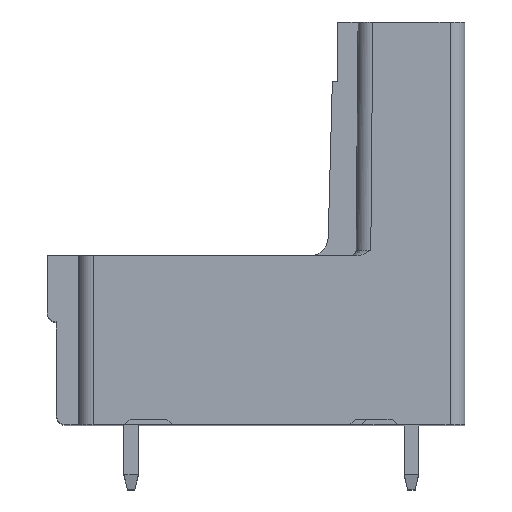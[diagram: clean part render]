
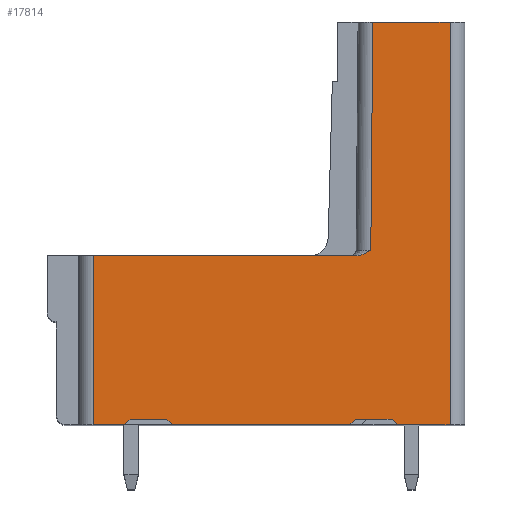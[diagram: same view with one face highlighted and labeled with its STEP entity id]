
A CAD part, top view. The second image highlights one B-rep face of the part: STEP entity #17814.
In plain terms, the highlighted planar face has unit normal (0, 0, 1).
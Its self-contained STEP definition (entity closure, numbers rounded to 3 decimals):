
#1637=DIRECTION('',(1.,0.,0.));
#1638=VECTOR('',#1637,2.85);
#1639=CARTESIAN_POINT('',(-3.644,0.,
-99.783));
#1640=LINE('',#1639,#1638);
#3457=CARTESIAN_POINT('',(-5.857,9.2,
-99.783));
#3776=DIRECTION('',(1.,0.,0.));
#3777=VECTOR('',#3776,2.);
#3778=CARTESIAN_POINT('',(-18.194,0.3,-99.783));
#3779=LINE('',#3778,#3777);
#3784=DIRECTION('',(1.,0.,0.));
#3785=VECTOR('',#3784,14.337);
#3786=CARTESIAN_POINT('',(-20.194,9.2,
-99.783));
#3787=LINE('',#3786,#3785);
#3788=CARTESIAN_POINT('',(-5.857,9.2,
-99.783));
#3789=CARTESIAN_POINT('',(-5.825,9.2,
-99.783));
#3790=CARTESIAN_POINT('',(-5.757,9.204,
-99.783));
#3791=CARTESIAN_POINT('',(-5.644,9.227,
-99.783));
#3792=CARTESIAN_POINT('',(-5.523,9.268,
-99.783));
#3793=CARTESIAN_POINT('',(-5.393,9.328,
-99.783));
#3794=CARTESIAN_POINT('',(-5.255,9.405,
-99.783));
#3795=CARTESIAN_POINT('',(-5.154,9.467,
-99.783));
#3796=CARTESIAN_POINT('',(-5.102,9.5,
-99.783));
#3798=DIRECTION('',(0.009,1.,0.));
#3799=VECTOR('',#3798,12.4);
#3800=CARTESIAN_POINT('',(-5.102,9.5,
-99.783));
#3801=LINE('',#3800,#3799);
#3802=DIRECTION('',(1.,0.,0.));
#3803=VECTOR('',#3802,4.2);
#3804=CARTESIAN_POINT('',(-4.994,21.9,-99.783));
#3805=LINE('',#3804,#3803);
#3806=DIRECTION('',(-0.707,0.707,0.));
#3807=VECTOR('',#3806,0.424);
#3808=CARTESIAN_POINT('',(-3.644,0.,
-99.783));
#3809=LINE('',#3808,#3807);
#3810=DIRECTION('',(-0.707,-0.707,0.));
#3811=VECTOR('',#3810,0.424);
#3812=CARTESIAN_POINT('',(-5.944,0.3,
-99.783));
#3813=LINE('',#3812,#3811);
#3814=DIRECTION('',(-1.,0.,0.));
#3815=VECTOR('',#3814,9.65);
#3816=CARTESIAN_POINT('',(-6.244,0.,
-99.783));
#3817=LINE('',#3816,#3815);
#3818=DIRECTION('',(-0.707,0.707,0.));
#3819=VECTOR('',#3818,0.424);
#3820=CARTESIAN_POINT('',(-15.894,0.,
-99.783));
#3821=LINE('',#3820,#3819);
#3822=DIRECTION('',(-0.707,-0.707,0.));
#3823=VECTOR('',#3822,0.424);
#3824=CARTESIAN_POINT('',(-18.194,0.3,-99.783));
#3825=LINE('',#3824,#3823);
#3826=DIRECTION('',(-1.,0.,0.));
#3827=VECTOR('',#3826,1.7);
#3828=CARTESIAN_POINT('',(-18.494,0.,
-99.783));
#3829=LINE('',#3828,#3827);
#3830=DIRECTION('',(0.,1.,0.));
#3831=VECTOR('',#3830,9.2);
#3832=CARTESIAN_POINT('',(-20.194,0.,
-99.783));
#3833=LINE('',#3832,#3831);
#4536=DIRECTION('',(1.,0.,0.));
#4537=VECTOR('',#4536,2.);
#4538=CARTESIAN_POINT('',(-5.944,0.3,
-99.783));
#4539=LINE('',#4538,#4537);
#7458=DIRECTION('',(0.,1.,0.));
#7459=VECTOR('',#7458,21.9);
#7460=CARTESIAN_POINT('',(-0.794,0.,
-99.783));
#7461=LINE('',#7460,#7459);
#10380=CARTESIAN_POINT('',(-0.794,21.9,-99.783));
#10381=VERTEX_POINT('',#10380);
#10382=CARTESIAN_POINT('',(-4.994,21.9,-99.783));
#10383=VERTEX_POINT('',#10382);
#10427=CARTESIAN_POINT('',(-20.194,0.,
-99.783));
#10428=VERTEX_POINT('',#10427);
#10429=CARTESIAN_POINT('',(-18.494,0.,
-99.783));
#10430=VERTEX_POINT('',#10429);
#10443=CARTESIAN_POINT('',(-15.894,0.,
-99.783));
#10444=VERTEX_POINT('',#10443);
#10445=CARTESIAN_POINT('',(-6.244,0.,
-99.783));
#10446=VERTEX_POINT('',#10445);
#10467=CARTESIAN_POINT('',(-3.644,0.,
-99.783));
#10468=VERTEX_POINT('',#10467);
#10469=CARTESIAN_POINT('',(-0.794,0.,
-99.783));
#10470=VERTEX_POINT('',#10469);
#10579=VERTEX_POINT('',#3457);
#10580=CARTESIAN_POINT('',(-20.194,9.2,
-99.783));
#10581=VERTEX_POINT('',#10580);
#10771=CARTESIAN_POINT('',(-16.194,0.3,
-99.783));
#10772=VERTEX_POINT('',#10771);
#10773=CARTESIAN_POINT('',(-18.194,0.3,-99.783));
#10774=VERTEX_POINT('',#10773);
#10775=VERTEX_POINT('',#3796);
#10776=CARTESIAN_POINT('',(-3.944,0.3,
-99.783));
#10777=VERTEX_POINT('',#10776);
#10778=CARTESIAN_POINT('',(-5.944,0.3,
-99.783));
#10779=VERTEX_POINT('',#10778);
#17784=CARTESIAN_POINT('',(-6.202,9.5,-99.783));
#17785=DIRECTION('',(0.,0.,1.));
#17786=DIRECTION('',(-1.,0.,0.));
#17787=AXIS2_PLACEMENT_3D('',#17784,#17785,#17786);
#17788=PLANE('',#17787);
#17789=ORIENTED_EDGE('',*,*,#17131,.T.);
#17791=ORIENTED_EDGE('',*,*,#17790,.T.);
#17793=ORIENTED_EDGE('',*,*,#17792,.T.);
#17795=ORIENTED_EDGE('',*,*,#17794,.T.);
#17797=ORIENTED_EDGE('',*,*,#17796,.F.);
#17798=ORIENTED_EDGE('',*,*,#14632,.F.);
#17800=ORIENTED_EDGE('',*,*,#17799,.T.);
#17802=ORIENTED_EDGE('',*,*,#17801,.F.);
#17804=ORIENTED_EDGE('',*,*,#17803,.T.);
#17805=ORIENTED_EDGE('',*,*,#14608,.T.);
#17806=ORIENTED_EDGE('',*,*,#17751,.T.);
#17807=ORIENTED_EDGE('',*,*,#17765,.F.);
#17808=ORIENTED_EDGE('',*,*,#17778,.T.);
#17809=ORIENTED_EDGE('',*,*,#14592,.T.);
#17811=ORIENTED_EDGE('',*,*,#17810,.T.);
#17812=EDGE_LOOP('',(#17789,#17791,#17793,#17795,#17797,#17798,#17800,#17802,
#17804,#17805,#17806,#17807,#17808,#17809,#17811));
#17813=FACE_OUTER_BOUND('',#17812,.F.);
#17814=ADVANCED_FACE('',(#17813),#17788,.T.);
#3797=B_SPLINE_CURVE_WITH_KNOTS('',3,(#3788,#3789,#3790,#3791,#3792,#3793,#3794,
#3795,#3796),.UNSPECIFIED.,.F.,.F.,(4,1,1,1,1,1,4),(0.,0.167,
0.333,0.5,0.667,0.833,1.),
.UNSPECIFIED.);
#14592=EDGE_CURVE('',#10430,#10428,#3829,.T.);
#14608=EDGE_CURVE('',#10446,#10444,#3817,.T.);
#14632=EDGE_CURVE('',#10468,#10470,#1640,.T.);
#17131=EDGE_CURVE('',#10581,#10579,#3787,.T.);
#17751=EDGE_CURVE('',#10444,#10772,#3821,.T.);
#17765=EDGE_CURVE('',#10774,#10772,#3779,.T.);
#17778=EDGE_CURVE('',#10774,#10430,#3825,.T.);
#17790=EDGE_CURVE('',#10579,#10775,#3797,.T.);
#17792=EDGE_CURVE('',#10775,#10383,#3801,.T.);
#17794=EDGE_CURVE('',#10383,#10381,#3805,.T.);
#17796=EDGE_CURVE('',#10470,#10381,#7461,.T.);
#17799=EDGE_CURVE('',#10468,#10777,#3809,.T.);
#17801=EDGE_CURVE('',#10779,#10777,#4539,.T.);
#17803=EDGE_CURVE('',#10779,#10446,#3813,.T.);
#17810=EDGE_CURVE('',#10428,#10581,#3833,.T.);
